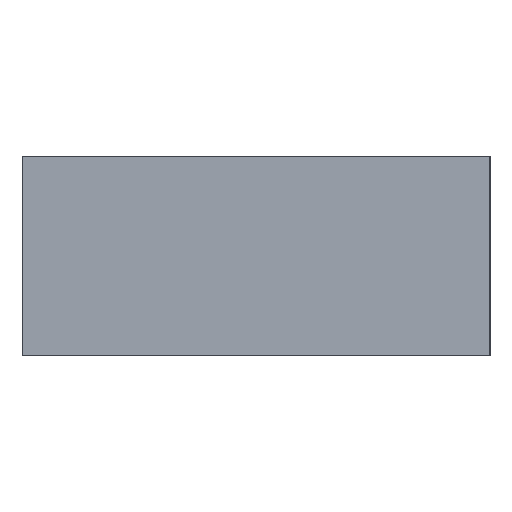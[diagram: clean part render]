
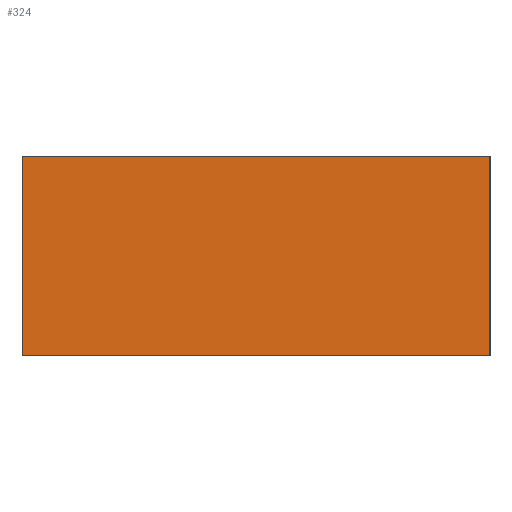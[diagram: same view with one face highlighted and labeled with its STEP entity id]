
A CAD part, left-side view. The second image highlights one B-rep face of the part: STEP entity #324.
In plain terms, the highlighted planar face has unit normal (-1, 0, 0).
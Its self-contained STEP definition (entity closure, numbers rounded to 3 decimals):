
#134=DIRECTION('',(0.,-1.,0.));
#135=VECTOR('',#134,7.5);
#136=CARTESIAN_POINT('',(-19.,3.75,0.));
#137=LINE('',#136,#135);
#172=DIRECTION('',(0.,0.,-1.));
#173=VECTOR('',#172,3.2);
#174=CARTESIAN_POINT('',(-19.,3.75,0.));
#175=LINE('',#174,#173);
#176=DIRECTION('',(0.,0.,-1.));
#177=VECTOR('',#176,3.2);
#178=CARTESIAN_POINT('',(-19.,-3.75,0.));
#179=LINE('',#178,#177);
#192=DIRECTION('',(0.,-1.,0.));
#193=VECTOR('',#192,7.5);
#194=CARTESIAN_POINT('',(-19.,3.75,-3.2));
#195=LINE('',#194,#193);
#246=CARTESIAN_POINT('',(-19.,3.75,0.));
#247=CARTESIAN_POINT('',(-19.,-3.75,0.));
#248=VERTEX_POINT('',#246);
#249=VERTEX_POINT('',#247);
#264=CARTESIAN_POINT('',(-19.,3.75,-3.2));
#265=CARTESIAN_POINT('',(-19.,-3.75,-3.2));
#266=VERTEX_POINT('',#264);
#267=VERTEX_POINT('',#265);
#310=CARTESIAN_POINT('',(-19.,3.75,0.));
#311=DIRECTION('',(-1.,0.,0.));
#312=DIRECTION('',(0.,-1.,0.));
#313=AXIS2_PLACEMENT_3D('',#310,#311,#312);
#314=PLANE('',#313);
#315=ORIENTED_EDGE('',*,*,#287,.T.);
#317=ORIENTED_EDGE('',*,*,#316,.T.);
#319=ORIENTED_EDGE('',*,*,#318,.F.);
#321=ORIENTED_EDGE('',*,*,#320,.F.);
#322=EDGE_LOOP('',(#315,#317,#319,#321));
#323=FACE_OUTER_BOUND('',#322,.F.);
#287=EDGE_CURVE('',#248,#249,#137,.T.);
#316=EDGE_CURVE('',#249,#267,#179,.T.);
#318=EDGE_CURVE('',#266,#267,#195,.T.);
#320=EDGE_CURVE('',#248,#266,#175,.T.);
#324=ADVANCED_FACE('',(#323),#314,.T.);
